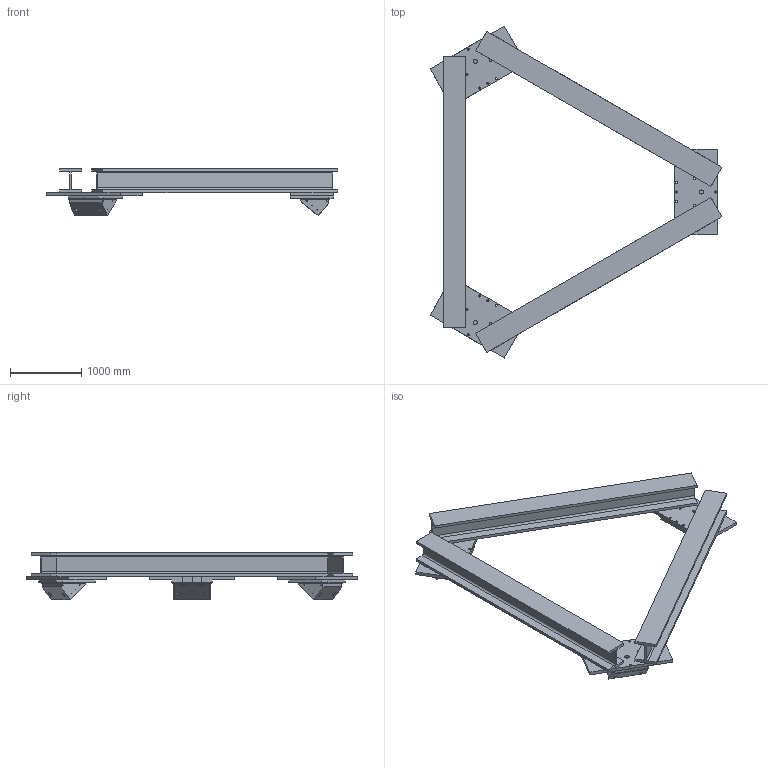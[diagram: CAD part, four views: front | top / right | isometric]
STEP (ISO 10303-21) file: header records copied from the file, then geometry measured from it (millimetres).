
FILE_DESCRIPTION (( 'STEP AP203' ), '1' );
FILE_NAME ('EMotion-8000 - Dummyload triangle_Default_sldprt.STEP', '2024-04-16T18:48:01', ( '' ), ( '' ), 'SwSTEP 2.0', 'SolidWorks 2023', '' );
FILE_SCHEMA (( 'CONFIG_CONTROL_DESIGN' ));
Length unit declared in the file: millimetre
Products named in the file (1): EMotion-8000 - Dummyload triangle_Default_sldprt
Bounding box: 4083.45 x 4647.4 x 665.18 mm (x, y, z)
Volume: 571097757 mm3; surface area: 25221766.3 mm2
Topology: 1 solids, 1 shells, 569 faces, 1383 edges, 844 vertices
Faces by surface type: plane 237, bspline 212, cylinder 96, cone 24
Entity records: 18954 total; most frequent: CARTESIAN_POINT 6625, ORIENTED_EDGE 2646, DIRECTION 2375, EDGE_CURVE 1323, AXIS2_PLACEMENT_3D 930, VERTEX_POINT 844, EDGE_LOOP 695, CIRCLE 572
